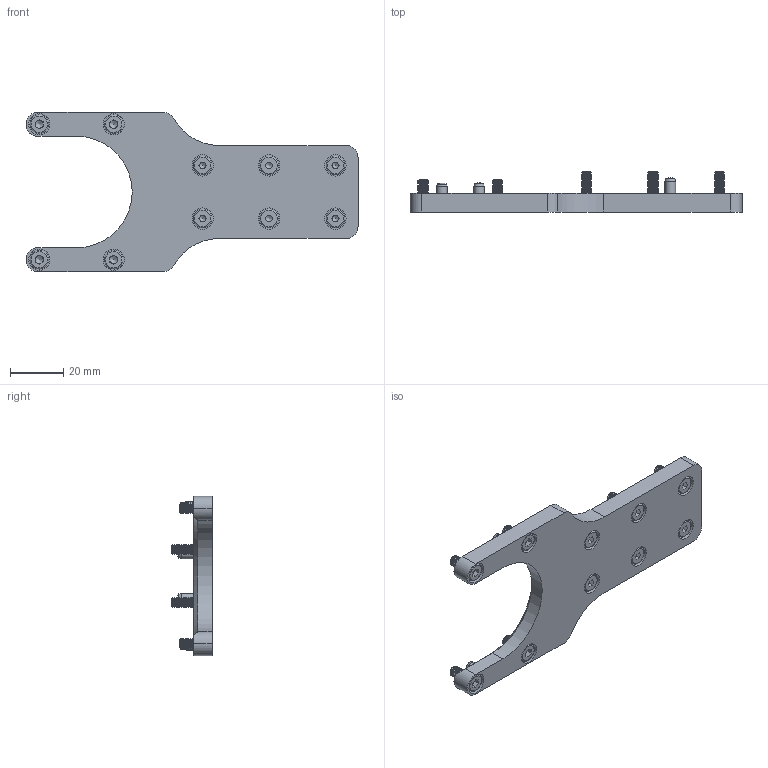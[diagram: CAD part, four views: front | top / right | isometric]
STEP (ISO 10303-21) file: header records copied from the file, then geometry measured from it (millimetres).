
FILE_DESCRIPTION (( 'STEP AP214' ), '1' );
FILE_NAME ('0186-2411_250117_GM51-23_DM-23-AG-GP.STEP', '2025-01-17T12:30:35', ( '' ), ( '' ), 'SwSTEP 2.0', 'SolidWorks 2024', '' );
FILE_SCHEMA (( 'AUTOMOTIVE_DESIGN' ));
Length unit declared in the file: millimetre
Products named in the file (5): 0180-3407_GM51k-23_DM-23-GP; 0186-2411_250117_GM51-23_DM-23-AG-GP; 0230-0639_Zyl.-Schr_I-6kt_n-K_M4x12_8.8_v-b; 0230-0222_zyl.-schr._i-6kt_M4x8_8.8_v-b; 0230-1100_Zyl.-Stift_4x10_STAHL-GH
Assembly tree (15 placements, depth 2):
  0186-2411_250117_GM51-23_DM-23-AG-GP
    0180-3407_GM51k-23_DM-23-GP
    0230-1100_Zyl.-Stift_4x10_STAHL-GH  x4
    0230-0222_zyl.-schr._i-6kt_M4x8_8.8_v-b  x4
    0230-0639_Zyl.-Schr_I-6kt_n-K_M4x12_8.8_v-b  x6
Bounding box: 125 x 15.2 x 60 mm (x, y, z)
Volume: 30227.1 mm3; surface area: 16891.6 mm2
Topology: 15 solids, 15 shells, 659 faces, 1377 edges, 772 vertices
Faces by surface type: cone 279, cylinder 177, plane 175, torus 20, sphere 8
Full cylindrical faces by diameter (mm): 4 x136, 4.5 x10, 7 x10, 8 x10
Entity records: 4430 total; most frequent: DIRECTION 830, CARTESIAN_POINT 680, ORIENTED_EDGE 520, AXIS2_PLACEMENT_3D 373, EDGE_LOOP 329, EDGE_CURVE 260, FACE_OUTER_BOUND 238, VERTEX_POINT 215
